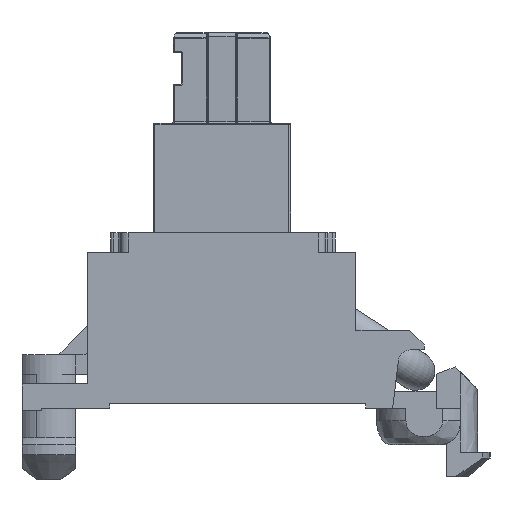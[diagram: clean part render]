
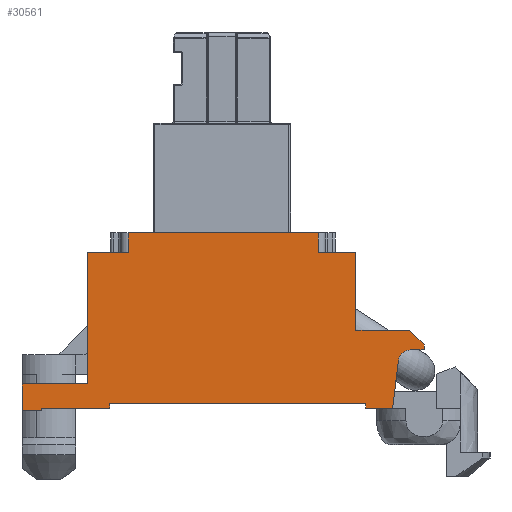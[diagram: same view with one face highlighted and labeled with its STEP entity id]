
A CAD part, left-side view. The second image highlights one B-rep face of the part: STEP entity #30561.
In plain terms, the highlighted planar face has unit normal (-1, 0, 0).
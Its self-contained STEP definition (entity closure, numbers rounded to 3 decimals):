
#28473 = VERTEX_POINT('',#28474);
#28474 = CARTESIAN_POINT('',(-70.07,-7.,0.05));
#28480 = EDGE_CURVE('',#28473,#28481,#28483,.T.);
#28481 = VERTEX_POINT('',#28482);
#28482 = CARTESIAN_POINT('',(-70.07,-5.9,0.05));
#28483 = LINE('',#28484,#28485);
#28484 = CARTESIAN_POINT('',(-70.07,-5.9,0.05));
#28485 = VECTOR('',#28486,1.);
#28486 = DIRECTION('',(-0.,1.,0.));
#29549 = VERTEX_POINT('',#29550);
#29550 = CARTESIAN_POINT('',(-70.07,-5.5,6.45));
#29556 = EDGE_CURVE('',#29549,#29557,#29559,.T.);
#29557 = VERTEX_POINT('',#29558);
#29558 = CARTESIAN_POINT('',(-70.07,-5.5,3.25));
#29559 = LINE('',#29560,#29561);
#29560 = CARTESIAN_POINT('',(-70.07,-5.5,7.25));
#29561 = VECTOR('',#29562,1.);
#29562 = DIRECTION('',(0.,0.,-1.));
#30102 = VERTEX_POINT('',#30103);
#30103 = CARTESIAN_POINT('',(-70.07,5.5,1.05));
#30109 = EDGE_CURVE('',#30102,#30110,#30112,.T.);
#30110 = VERTEX_POINT('',#30111);
#30111 = CARTESIAN_POINT('',(-70.07,5.5,6.45));
#30112 = LINE('',#30113,#30114);
#30113 = CARTESIAN_POINT('',(-70.07,5.5,7.25));
#30114 = VECTOR('',#30115,1.);
#30115 = DIRECTION('',(0.,0.,1.));
#30205 = VERTEX_POINT('',#30206);
#30206 = CARTESIAN_POINT('',(-70.07,-3.95,7.25));
#30394 = VERTEX_POINT('',#30395);
#30395 = CARTESIAN_POINT('',(-70.07,3.85,7.25));
#30402 = EDGE_CURVE('',#30394,#30205,#30403,.T.);
#30403 = LINE('',#30404,#30405);
#30404 = CARTESIAN_POINT('',(-70.07,-5.5,7.25));
#30405 = VECTOR('',#30406,1.);
#30406 = DIRECTION('',(0.,-1.,0.));
#30561 = ADVANCED_FACE('',(#30562),#30705,.F.);
#30562 = FACE_BOUND('',#30563,.T.);
#30563 = EDGE_LOOP('',(#30564,#30572,#30573,#30581,#30589,#30597,#30605,
    #30613,#30621,#30629,#30635,#30636,#30644,#30653,#30661,#30669,
    #30677,#30683,#30684,#30692,#30698,#30699));
#30564 = ORIENTED_EDGE('',*,*,#30565,.F.);
#30565 = EDGE_CURVE('',#30110,#30566,#30568,.T.);
#30566 = VERTEX_POINT('',#30567);
#30567 = CARTESIAN_POINT('',(-70.07,3.85,6.45));
#30568 = LINE('',#30569,#30570);
#30569 = CARTESIAN_POINT('',(-70.07,-7.741,6.45));
#30570 = VECTOR('',#30571,1.);
#30571 = DIRECTION('',(0.,-1.,0.));
#30572 = ORIENTED_EDGE('',*,*,#30109,.F.);
#30573 = ORIENTED_EDGE('',*,*,#30574,.F.);
#30574 = EDGE_CURVE('',#30575,#30102,#30577,.T.);
#30575 = VERTEX_POINT('',#30576);
#30576 = CARTESIAN_POINT('',(-70.07,8.2,1.05));
#30577 = LINE('',#30578,#30579);
#30578 = CARTESIAN_POINT('',(-70.07,5.5,1.05));
#30579 = VECTOR('',#30580,1.);
#30580 = DIRECTION('',(0.,-1.,0.));
#30581 = ORIENTED_EDGE('',*,*,#30582,.F.);
#30582 = EDGE_CURVE('',#30583,#30575,#30585,.T.);
#30583 = VERTEX_POINT('',#30584);
#30584 = CARTESIAN_POINT('',(-70.07,8.2,-0.05));
#30585 = LINE('',#30586,#30587);
#30586 = CARTESIAN_POINT('',(-70.07,8.2,1.05));
#30587 = VECTOR('',#30588,1.);
#30588 = DIRECTION('',(0.,0.,1.));
#30589 = ORIENTED_EDGE('',*,*,#30590,.F.);
#30590 = EDGE_CURVE('',#30591,#30583,#30593,.T.);
#30591 = VERTEX_POINT('',#30592);
#30592 = CARTESIAN_POINT('',(-70.07,7.4,-0.05));
#30593 = LINE('',#30594,#30595);
#30594 = CARTESIAN_POINT('',(-70.07,8.2,-0.05));
#30595 = VECTOR('',#30596,1.);
#30596 = DIRECTION('',(-0.,1.,0.));
#30597 = ORIENTED_EDGE('',*,*,#30598,.F.);
#30598 = EDGE_CURVE('',#30599,#30591,#30601,.T.);
#30599 = VERTEX_POINT('',#30600);
#30600 = CARTESIAN_POINT('',(-70.07,7.4,0.05));
#30601 = LINE('',#30602,#30603);
#30602 = CARTESIAN_POINT('',(-70.07,7.4,0.05));
#30603 = VECTOR('',#30604,1.);
#30604 = DIRECTION('',(0.,0.,-1.));
#30605 = ORIENTED_EDGE('',*,*,#30606,.F.);
#30606 = EDGE_CURVE('',#30607,#30599,#30609,.T.);
#30607 = VERTEX_POINT('',#30608);
#30608 = CARTESIAN_POINT('',(-70.07,4.6,0.05));
#30609 = LINE('',#30610,#30611);
#30610 = CARTESIAN_POINT('',(-70.07,4.6,0.05));
#30611 = VECTOR('',#30612,1.);
#30612 = DIRECTION('',(0.,1.,0.));
#30613 = ORIENTED_EDGE('',*,*,#30614,.F.);
#30614 = EDGE_CURVE('',#30615,#30607,#30617,.T.);
#30615 = VERTEX_POINT('',#30616);
#30616 = CARTESIAN_POINT('',(-70.07,4.6,0.25));
#30617 = LINE('',#30618,#30619);
#30618 = CARTESIAN_POINT('',(-70.07,4.6,0.25));
#30619 = VECTOR('',#30620,1.);
#30620 = DIRECTION('',(0.,0.,-1.));
#30621 = ORIENTED_EDGE('',*,*,#30622,.F.);
#30622 = EDGE_CURVE('',#30623,#30615,#30625,.T.);
#30623 = VERTEX_POINT('',#30624);
#30624 = CARTESIAN_POINT('',(-70.07,-5.9,0.25));
#30625 = LINE('',#30626,#30627);
#30626 = CARTESIAN_POINT('',(-70.07,-5.9,0.25));
#30627 = VECTOR('',#30628,1.);
#30628 = DIRECTION('',(0.,1.,0.));
#30629 = ORIENTED_EDGE('',*,*,#30630,.F.);
#30630 = EDGE_CURVE('',#28481,#30623,#30631,.T.);
#30631 = LINE('',#30632,#30633);
#30632 = CARTESIAN_POINT('',(-70.07,-5.9,0.25));
#30633 = VECTOR('',#30634,1.);
#30634 = DIRECTION('',(0.,0.,1.));
#30635 = ORIENTED_EDGE('',*,*,#28480,.F.);
#30636 = ORIENTED_EDGE('',*,*,#30637,.F.);
#30637 = EDGE_CURVE('',#30638,#28473,#30640,.T.);
#30638 = VERTEX_POINT('',#30639);
#30639 = CARTESIAN_POINT('',(-70.07,-7.245,2.012));
#30640 = LINE('',#30641,#30642);
#30641 = CARTESIAN_POINT('',(-70.07,-7.,0.05));
#30642 = VECTOR('',#30643,1.);
#30643 = DIRECTION('',(-0.,0.124,-0.992));
#30644 = ORIENTED_EDGE('',*,*,#30645,.F.);
#30645 = EDGE_CURVE('',#30646,#30638,#30648,.T.);
#30646 = VERTEX_POINT('',#30647);
#30647 = CARTESIAN_POINT('',(-70.07,-7.741,2.45));
#30648 = CIRCLE('',#30649,0.5);
#30649 = AXIS2_PLACEMENT_3D('',#30650,#30651,#30652);
#30650 = CARTESIAN_POINT('',(-70.07,-7.741,1.95));
#30651 = DIRECTION('',(-1.,0.,-0.));
#30652 = DIRECTION('',(0.,1.,0.));
#30653 = ORIENTED_EDGE('',*,*,#30654,.F.);
#30654 = EDGE_CURVE('',#30655,#30646,#30657,.T.);
#30655 = VERTEX_POINT('',#30656);
#30656 = CARTESIAN_POINT('',(-70.07,-8.3,2.45));
#30657 = LINE('',#30658,#30659);
#30658 = CARTESIAN_POINT('',(-70.07,-7.741,2.45));
#30659 = VECTOR('',#30660,1.);
#30660 = DIRECTION('',(0.,1.,0.));
#30661 = ORIENTED_EDGE('',*,*,#30662,.F.);
#30662 = EDGE_CURVE('',#30663,#30655,#30665,.T.);
#30663 = VERTEX_POINT('',#30664);
#30664 = CARTESIAN_POINT('',(-70.07,-8.3,2.65));
#30665 = LINE('',#30666,#30667);
#30666 = CARTESIAN_POINT('',(-70.07,-8.3,2.45));
#30667 = VECTOR('',#30668,1.);
#30668 = DIRECTION('',(-0.,0.,-1.));
#30669 = ORIENTED_EDGE('',*,*,#30670,.F.);
#30670 = EDGE_CURVE('',#30671,#30663,#30673,.T.);
#30671 = VERTEX_POINT('',#30672);
#30672 = CARTESIAN_POINT('',(-70.07,-7.7,3.25));
#30673 = LINE('',#30674,#30675);
#30674 = CARTESIAN_POINT('',(-70.07,-8.3,2.65));
#30675 = VECTOR('',#30676,1.);
#30676 = DIRECTION('',(0.,-0.707,-0.707));
#30677 = ORIENTED_EDGE('',*,*,#30678,.F.);
#30678 = EDGE_CURVE('',#29557,#30671,#30679,.T.);
#30679 = LINE('',#30680,#30681);
#30680 = CARTESIAN_POINT('',(-70.07,-7.7,3.25));
#30681 = VECTOR('',#30682,1.);
#30682 = DIRECTION('',(0.,-1.,0.));
#30683 = ORIENTED_EDGE('',*,*,#29556,.F.);
#30684 = ORIENTED_EDGE('',*,*,#30685,.F.);
#30685 = EDGE_CURVE('',#30686,#29549,#30688,.T.);
#30686 = VERTEX_POINT('',#30687);
#30687 = CARTESIAN_POINT('',(-70.07,-3.95,6.45));
#30688 = LINE('',#30689,#30690);
#30689 = CARTESIAN_POINT('',(-70.07,-7.741,6.45));
#30690 = VECTOR('',#30691,1.);
#30691 = DIRECTION('',(0.,-1.,0.));
#30692 = ORIENTED_EDGE('',*,*,#30693,.T.);
#30693 = EDGE_CURVE('',#30686,#30205,#30694,.T.);
#30694 = LINE('',#30695,#30696);
#30695 = CARTESIAN_POINT('',(-70.07,-3.95,-11.587));
#30696 = VECTOR('',#30697,1.);
#30697 = DIRECTION('',(0.,0.,1.));
#30698 = ORIENTED_EDGE('',*,*,#30402,.F.);
#30699 = ORIENTED_EDGE('',*,*,#30700,.F.);
#30700 = EDGE_CURVE('',#30566,#30394,#30701,.T.);
#30701 = LINE('',#30702,#30703);
#30702 = CARTESIAN_POINT('',(-70.07,3.85,-11.587));
#30703 = VECTOR('',#30704,1.);
#30704 = DIRECTION('',(0.,0.,1.));
#30705 = PLANE('',#30706);
#30706 = AXIS2_PLACEMENT_3D('',#30707,#30708,#30709);
#30707 = CARTESIAN_POINT('',(-70.07,-7.741,1.95));
#30708 = DIRECTION('',(1.,0.,0.));
#30709 = DIRECTION('',(0.,1.,0.));
